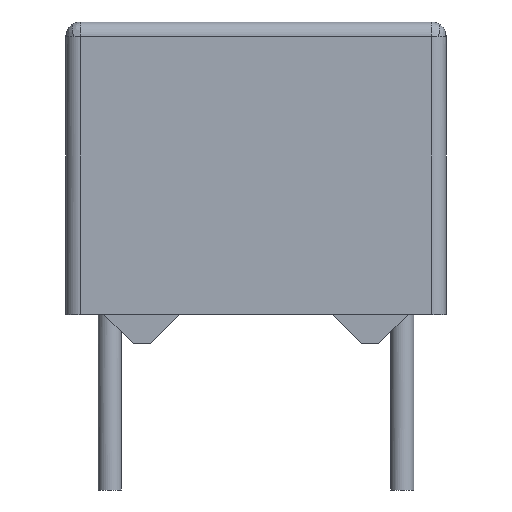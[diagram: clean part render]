
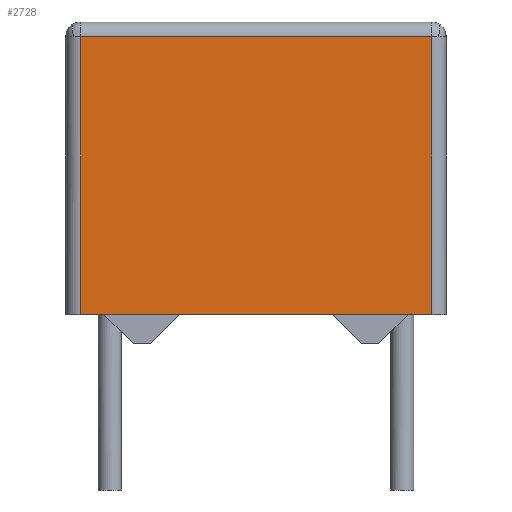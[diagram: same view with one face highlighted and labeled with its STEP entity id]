
A CAD part, front view. The second image highlights one B-rep face of the part: STEP entity #2728.
In plain terms, the highlighted planar face has unit normal (0, -1, 0).
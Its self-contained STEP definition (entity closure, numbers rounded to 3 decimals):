
#186 = AXIS2_PLACEMENT_3D ( 'NONE', #1876, #534, #747 ) ;
#244 = DIRECTION ( 'NONE',  ( 0., 0., 1. ) ) ;
#277 = VECTOR ( 'NONE', #514, 1000. ) ;
#287 = CARTESIAN_POINT ( 'NONE',  ( 6., -2.5, 0. ) ) ;
#359 = ORIENTED_EDGE ( 'NONE', *, *, #2365, .T. ) ;
#399 = CARTESIAN_POINT ( 'NONE',  ( -6.5, -2.5, 10.5 ) ) ;
#415 = VECTOR ( 'NONE', #1240, 1000. ) ;
#425 = EDGE_CURVE ( 'NONE', #1178, #2012, #1649, .T. ) ;
#514 = DIRECTION ( 'NONE',  ( 0., 0., -1. ) ) ;
#523 = ORIENTED_EDGE ( 'NONE', *, *, #425, .T. ) ;
#534 = DIRECTION ( 'NONE',  ( 0., -1., 0. ) ) ;
#585 = CARTESIAN_POINT ( 'NONE',  ( 0., -2.5, 1. ) ) ;
#605 = LINE ( 'NONE', #585, #415 ) ;
#675 = ORIENTED_EDGE ( 'NONE', *, *, #1739, .T. ) ;
#747 = DIRECTION ( 'NONE',  ( 1., 0., 0. ) ) ;
#823 = ORIENTED_EDGE ( 'NONE', *, *, #1609, .T. ) ;
#908 = CARTESIAN_POINT ( 'NONE',  ( -6., -2.5, 10.5 ) ) ;
#956 = EDGE_LOOP ( 'NONE', ( #823, #523, #359, #675 ) ) ;
#987 = VERTEX_POINT ( 'NONE', #1976 ) ;
#1154 = VECTOR ( 'NONE', #1281, 1000. ) ;
#1178 = VERTEX_POINT ( 'NONE', #908 ) ;
#1240 = DIRECTION ( 'NONE',  ( 1., 0., 0. ) ) ;
#1281 = DIRECTION ( 'NONE',  ( -1., 0., 0. ) ) ;
#1573 = LINE ( 'NONE', #287, #2586 ) ;
#1609 = EDGE_CURVE ( 'NONE', #987, #1178, #2206, .T. ) ;
#1649 = LINE ( 'NONE', #2495, #277 ) ;
#1739 = EDGE_CURVE ( 'NONE', #2536, #987, #1573, .T. ) ;
#1876 = CARTESIAN_POINT ( 'NONE',  ( -6.5, -2.5, 0. ) ) ;
#1976 = CARTESIAN_POINT ( 'NONE',  ( 6., -2.5, 10.5 ) ) ;
#2012 = VERTEX_POINT ( 'NONE', #2570 ) ;
#2045 = FACE_OUTER_BOUND ( 'NONE', #956, .T. ) ;
#2206 = LINE ( 'NONE', #399, #1154 ) ;
#2261 = CARTESIAN_POINT ( 'NONE',  ( 6., -2.5, 1. ) ) ;
#2365 = EDGE_CURVE ( 'NONE', #2012, #2536, #605, .T. ) ;
#2469 = PLANE ( 'NONE',  #186 ) ;
#2495 = CARTESIAN_POINT ( 'NONE',  ( -6., -2.5, 0. ) ) ;
#2536 = VERTEX_POINT ( 'NONE', #2261 ) ;
#2570 = CARTESIAN_POINT ( 'NONE',  ( -6., -2.5, 1. ) ) ;
#2586 = VECTOR ( 'NONE', #244, 1000. ) ;
#2728 = ADVANCED_FACE ( 'NONE', ( #2045 ), #2469, .T. ) ;
